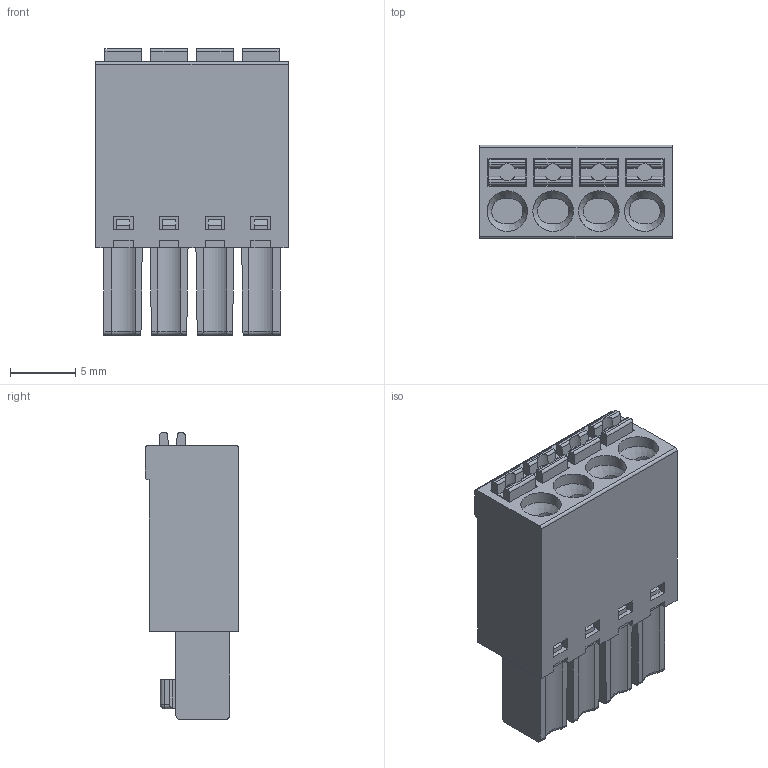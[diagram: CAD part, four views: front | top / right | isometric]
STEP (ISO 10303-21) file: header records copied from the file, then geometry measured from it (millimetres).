
FILE_DESCRIPTION(('STEP AP214'),'1');
FILE_NAME('SHM04-3,5-E.stp','2019-04-01T08:34:58',(' '),(' '),'Spatial InterOp 3D',' ',' ');
FILE_SCHEMA(('automotive_design'));
Length unit declared in the file: metre
Products named in the file (1): 1
Bounding box: 14.7 x 7.15 x 21.9 mm (x, y, z)
Volume: 1659 mm3; surface area: 1515.4 mm2
Topology: 1 solids, 1 shells, 363 faces, 963 edges, 626 vertices
Faces by surface type: plane 252, cylinder 87, cone 12, sphere 8, torus 4
Full cylindrical faces by diameter (mm): 1.2 x4, 3.1 x4
Entity records: 14153 total; most frequent: CARTESIAN_POINT 2328, ORIENTED_EDGE 1846, DIRECTION 1766, EDGE_CURVE 923, LINE 698, VECTOR 698, VERTEX_POINT 614, AXIS2_PLACEMENT_3D 534
